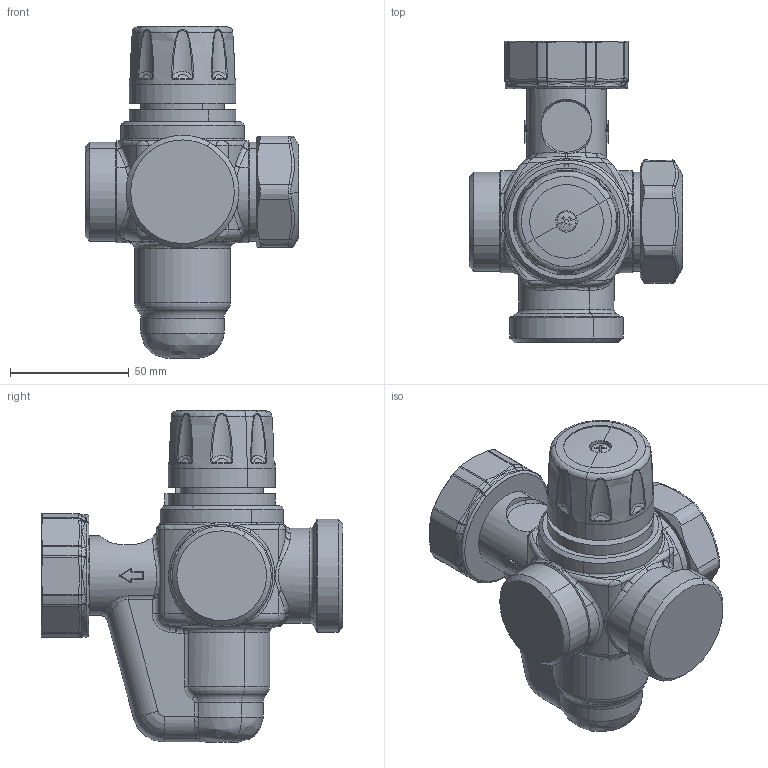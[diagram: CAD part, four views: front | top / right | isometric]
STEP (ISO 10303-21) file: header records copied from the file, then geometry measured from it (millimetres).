
FILE_DESCRIPTION(('CATIA V5 STEP Exchange'),'2;1');
FILE_NAME('STEP_166001_-_TST.stp','2018-04-17T06:30:19+00:00',('none'),('none'),'CATIA Version 5-6 Release 2016 SP4','CATIA V5 STEP AP203','none');
FILE_SCHEMA(('CONFIG_CONTROL_DESIGN'));
Length unit declared in the file: millimetre
Products named in the file (1): 19383_ALLCATPART_SW0001
Bounding box: 90 x 127 x 139.75 mm (x, y, z)
Surface area: 55755.6 mm2 (no closed solid volume)
Topology: 0 solids, 11 shells, 610 faces, 1444 edges, 810 vertices
Faces by surface type: bspline 240, cylinder 144, torus 74, plane 69, cone 46, sphere 37
Entity records: 29949 total; most frequent: CARTESIAN_POINT 19594, ORIENTED_EDGE 2739, EDGE_CURVE 1411, DIRECTION 1290, VERTEX_POINT 810, AXIS2_PLACEMENT_3D 670, ADVANCED_FACE 610, EDGE_LOOP 610
